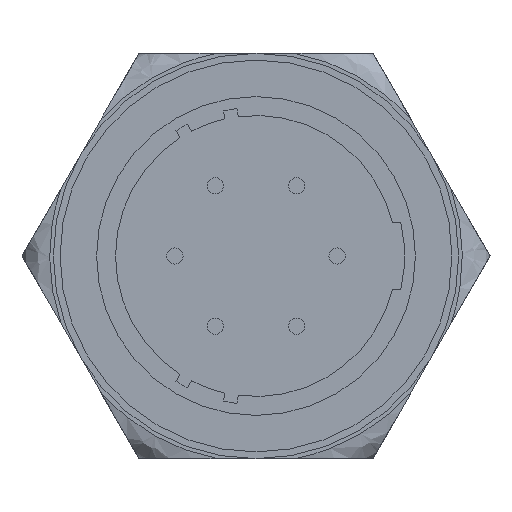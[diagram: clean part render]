
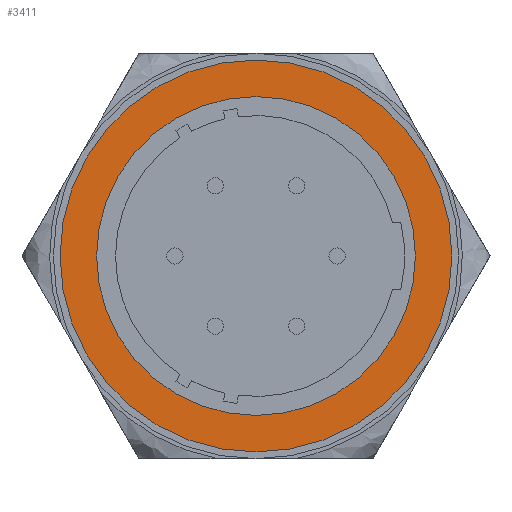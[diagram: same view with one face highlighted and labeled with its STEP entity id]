
A CAD part, left-side view. The second image highlights one B-rep face of the part: STEP entity #3411.
In plain terms, the highlighted planar face has unit normal (-1, 0, 0).
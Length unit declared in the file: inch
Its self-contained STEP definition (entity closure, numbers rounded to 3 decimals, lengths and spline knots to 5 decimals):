
#334 = VERTEX_POINT ( 'NONE', #1211 ) ;
#404 = CARTESIAN_POINT ( 'NONE',  ( 0.014, 0., 0. ) ) ;
#629 = EDGE_LOOP ( 'NONE', ( #2789 ) ) ;
#817 = DIRECTION ( 'NONE',  ( 0., 0., 1. ) ) ;
#831 = CARTESIAN_POINT ( 'NONE',  ( 0.014, 0., 0. ) ) ;
#907 = ORIENTED_EDGE ( 'NONE', *, *, #3481, .T. ) ;
#1211 = CARTESIAN_POINT ( 'NONE',  ( 0.014, 0., -0.3625 ) ) ;
#1238 = VERTEX_POINT ( 'NONE', #5103 ) ;
#1424 = CARTESIAN_POINT ( 'NONE',  ( 0.014, 0., 0. ) ) ;
#2056 = AXIS2_PLACEMENT_3D ( 'NONE', #831, #5592, #2358 ) ;
#2358 = DIRECTION ( 'NONE',  ( 0., 0., 1. ) ) ;
#2363 = AXIS2_PLACEMENT_3D ( 'NONE', #1424, #5157, #2392 ) ;
#2392 = DIRECTION ( 'NONE',  ( 0., 0., -1. ) ) ;
#2472 = CIRCLE ( 'NONE', #4357, 0.295 ) ;
#2762 = FACE_BOUND ( 'NONE', #629, .T. ) ;
#2789 = ORIENTED_EDGE ( 'NONE', *, *, #4088, .F. ) ;
#2794 = PLANE ( 'NONE',  #2056 ) ;
#3358 = CIRCLE ( 'NONE', #2363, 0.3625 ) ;
#3411 = ADVANCED_FACE ( 'NONE', ( #2762, #4254 ), #2794, .T. ) ;
#3481 = EDGE_CURVE ( 'NONE', #334, #334, #3358, .T. ) ;
#3891 = EDGE_LOOP ( 'NONE', ( #907 ) ) ;
#4088 = EDGE_CURVE ( 'NONE', #1238, #1238, #2472, .T. ) ;
#4235 = DIRECTION ( 'NONE',  ( -1., 0., 0. ) ) ;
#4254 = FACE_OUTER_BOUND ( 'NONE', #3891, .T. ) ;
#4357 = AXIS2_PLACEMENT_3D ( 'NONE', #404, #4235, #817 ) ;
#5103 = CARTESIAN_POINT ( 'NONE',  ( 0.014, 0., 0.295 ) ) ;
#5157 = DIRECTION ( 'NONE',  ( -1., 0., 0. ) ) ;
#5592 = DIRECTION ( 'NONE',  ( -1., 0., 0. ) ) ;
